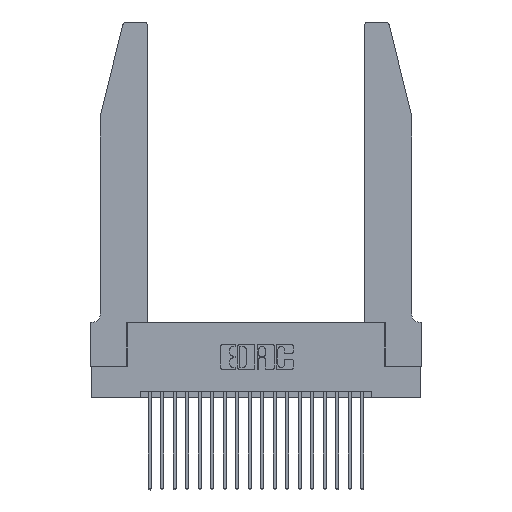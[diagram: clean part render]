
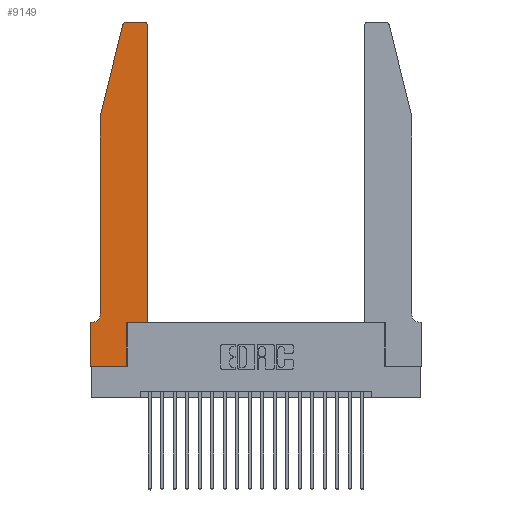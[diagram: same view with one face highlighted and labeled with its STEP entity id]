
A CAD part, top view. The second image highlights one B-rep face of the part: STEP entity #9149.
In plain terms, the highlighted planar face has unit normal (0, 0, 1).
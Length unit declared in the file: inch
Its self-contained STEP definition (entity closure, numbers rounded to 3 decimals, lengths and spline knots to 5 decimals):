
#45 = LINE ( 'NONE', #6821, #21126 ) ;
#93 = LINE ( 'NONE', #611, #13742 ) ;
#110 = EDGE_CURVE ( 'NONE', #4643, #12613, #15693, .T. ) ;
#132 = VECTOR ( 'NONE', #16773, 39.37008 ) ;
#611 = CARTESIAN_POINT ( 'NONE',  ( 0.4505, 0.35, 0.37 ) ) ;
#968 = EDGE_CURVE ( 'NONE', #3833, #4643, #15632, .T. ) ;
#1776 = ORIENTED_EDGE ( 'NONE', *, *, #110, .T. ) ;
#2235 = VERTEX_POINT ( 'NONE', #18338 ) ;
#2545 = EDGE_CURVE ( 'NONE', #2235, #2892, #21198, .T. ) ;
#2675 = EDGE_CURVE ( 'NONE', #2735, #17335, #7310, .T. ) ;
#2715 = ORIENTED_EDGE ( 'NONE', *, *, #2675, .T. ) ;
#2735 = VERTEX_POINT ( 'NONE', #13420 ) ;
#2892 = VERTEX_POINT ( 'NONE', #8910 ) ;
#2933 = CARTESIAN_POINT ( 'NONE',  ( 0., 0.35, 0.37 ) ) ;
#2998 = PLANE ( 'NONE',  #13832 ) ;
#3024 = DIRECTION ( 'NONE',  ( 0., -1., 0. ) ) ;
#3382 = CIRCLE ( 'NONE', #19421, 0.07 ) ;
#3411 = EDGE_LOOP ( 'NONE', ( #22017, #8377, #9158, #8013, #9298, #21743, #22115, #19364, #1776, #7575, #3784, #2715 ) ) ;
#3587 = EDGE_CURVE ( 'NONE', #19367, #2735, #45, .T. ) ;
#3784 = ORIENTED_EDGE ( 'NONE', *, *, #3587, .T. ) ;
#3833 = VERTEX_POINT ( 'NONE', #14456 ) ;
#3986 = AXIS2_PLACEMENT_3D ( 'NONE', #12567, #16022, #19334 ) ;
#4637 = CARTESIAN_POINT ( 'NONE',  ( 0.0755, 0.42, 0.37 ) ) ;
#4643 = VERTEX_POINT ( 'NONE', #9427 ) ;
#5081 = EDGE_CURVE ( 'NONE', #2892, #11624, #17768, .T. ) ;
#5096 = FACE_OUTER_BOUND ( 'NONE', #3411, .T. ) ;
#5128 = DIRECTION ( 'NONE',  ( 0., 1., 0. ) ) ;
#5206 = CARTESIAN_POINT ( 'NONE',  ( 0.4205, 2.75, 0.37 ) ) ;
#5249 = CARTESIAN_POINT ( 'NONE',  ( 0.4505, 0.35, 0.37 ) ) ;
#5734 = DIRECTION ( 'NONE',  ( -1., 0., 0. ) ) ;
#6467 = DIRECTION ( 'NONE',  ( 1., 0., 0. ) ) ;
#6821 = CARTESIAN_POINT ( 'NONE',  ( 0.4505, 0.35, 0.37 ) ) ;
#7031 = EDGE_CURVE ( 'NONE', #12844, #2235, #10004, .T. ) ;
#7057 = VECTOR ( 'NONE', #13776, 39.37008 ) ;
#7139 = VECTOR ( 'NONE', #5128, 39.37008 ) ;
#7262 = EDGE_CURVE ( 'NONE', #12613, #19367, #93, .T. ) ;
#7310 = CIRCLE ( 'NONE', #3986, 0.03 ) ;
#7575 = ORIENTED_EDGE ( 'NONE', *, *, #7262, .T. ) ;
#7784 = DIRECTION ( 'NONE',  ( 1., 0., 0. ) ) ;
#7845 = CARTESIAN_POINT ( 'NONE',  ( 0., 0.35, 0.37 ) ) ;
#8013 = ORIENTED_EDGE ( 'NONE', *, *, #5081, .T. ) ;
#8377 = ORIENTED_EDGE ( 'NONE', *, *, #7031, .T. ) ;
#8737 = VECTOR ( 'NONE', #11051, 39.37008 ) ;
#8868 = DIRECTION ( 'NONE',  ( -1., 0., 0. ) ) ;
#8899 = DIRECTION ( 'NONE',  ( 0., 0., 1. ) ) ;
#8910 = CARTESIAN_POINT ( 'NONE',  ( 0.0755, 2., 0.37 ) ) ;
#9149 = ADVANCED_FACE ( 'NONE', ( #5096 ), #2998, .T. ) ;
#9158 = ORIENTED_EDGE ( 'NONE', *, *, #2545, .T. ) ;
#9298 = ORIENTED_EDGE ( 'NONE', *, *, #15571, .T. ) ;
#9427 = CARTESIAN_POINT ( 'NONE',  ( 0.2865, 0., 0.37 ) ) ;
#9738 = CARTESIAN_POINT ( 'NONE',  ( 0.284, 2.75, 0.37 ) ) ;
#9761 = VECTOR ( 'NONE', #3024, 39.37008 ) ;
#10004 = CIRCLE ( 'NONE', #13384, 0.03 ) ;
#10244 = EDGE_CURVE ( 'NONE', #14917, #13949, #20000, .T. ) ;
#10339 = DIRECTION ( 'NONE',  ( 0., 1., 0. ) ) ;
#10623 = DIRECTION ( 'NONE',  ( 1., 0., 0. ) ) ;
#10934 = EDGE_CURVE ( 'NONE', #13949, #3833, #11350, .T. ) ;
#11051 = DIRECTION ( 'NONE',  ( 0., -1., 0. ) ) ;
#11134 = CARTESIAN_POINT ( 'NONE',  ( 0.0755, 0.35, 0.37 ) ) ;
#11350 = LINE ( 'NONE', #14899, #9761 ) ;
#11408 = EDGE_CURVE ( 'NONE', #17335, #12844, #18208, .T. ) ;
#11624 = VERTEX_POINT ( 'NONE', #4637 ) ;
#11956 = DIRECTION ( 'NONE',  ( 0., 0., 1. ) ) ;
#12206 = CARTESIAN_POINT ( 'NONE',  ( 0.0755, 2., 0.37 ) ) ;
#12322 = CARTESIAN_POINT ( 'NONE',  ( 0.0055, 0.42, 0.37 ) ) ;
#12388 = DIRECTION ( 'NONE',  ( 0., 0., -1. ) ) ;
#12567 = CARTESIAN_POINT ( 'NONE',  ( 0.4205, 2.72, 0.37 ) ) ;
#12613 = VERTEX_POINT ( 'NONE', #19700 ) ;
#12844 = VERTEX_POINT ( 'NONE', #9738 ) ;
#13384 = AXIS2_PLACEMENT_3D ( 'NONE', #15138, #11956, #6467 ) ;
#13420 = CARTESIAN_POINT ( 'NONE',  ( 0.4505, 2.72, 0.37 ) ) ;
#13618 = VECTOR ( 'NONE', #5734, 39.37008 ) ;
#13742 = VECTOR ( 'NONE', #7784, 39.37008 ) ;
#13776 = DIRECTION ( 'NONE',  ( -0.239, -0.971, 0. ) ) ;
#13832 = AXIS2_PLACEMENT_3D ( 'NONE', #2933, #8899, #10623 ) ;
#13949 = VERTEX_POINT ( 'NONE', #7845 ) ;
#14456 = CARTESIAN_POINT ( 'NONE',  ( 0., 0., 0.37 ) ) ;
#14899 = CARTESIAN_POINT ( 'NONE',  ( 0., 0., 0.37 ) ) ;
#14917 = VERTEX_POINT ( 'NONE', #18741 ) ;
#15069 = CARTESIAN_POINT ( 'NONE',  ( 0., 0., 0.37 ) ) ;
#15138 = CARTESIAN_POINT ( 'NONE',  ( 0.284, 2.72, 0.37 ) ) ;
#15571 = EDGE_CURVE ( 'NONE', #11624, #14917, #3382, .T. ) ;
#15632 = LINE ( 'NONE', #15069, #132 ) ;
#15693 = LINE ( 'NONE', #17137, #7139 ) ;
#15760 = DIRECTION ( 'NONE',  ( -1., 0., 0. ) ) ;
#16022 = DIRECTION ( 'NONE',  ( 0., 0., 1. ) ) ;
#16068 = VECTOR ( 'NONE', #15760, 39.37008 ) ;
#16773 = DIRECTION ( 'NONE',  ( 1., 0., 0. ) ) ;
#17137 = CARTESIAN_POINT ( 'NONE',  ( 0.2865, 0.35, 0.37 ) ) ;
#17335 = VERTEX_POINT ( 'NONE', #5206 ) ;
#17768 = LINE ( 'NONE', #17807, #8737 ) ;
#17807 = CARTESIAN_POINT ( 'NONE',  ( 0.0755, 2., 0.37 ) ) ;
#18208 = LINE ( 'NONE', #19059, #16068 ) ;
#18338 = CARTESIAN_POINT ( 'NONE',  ( 0.25487, 2.72718, 0.37 ) ) ;
#18741 = CARTESIAN_POINT ( 'NONE',  ( 0.0055, 0.35, 0.37 ) ) ;
#19059 = CARTESIAN_POINT ( 'NONE',  ( 0.2605, 2.75, 0.37 ) ) ;
#19334 = DIRECTION ( 'NONE',  ( 1., 0., 0. ) ) ;
#19364 = ORIENTED_EDGE ( 'NONE', *, *, #968, .T. ) ;
#19367 = VERTEX_POINT ( 'NONE', #5249 ) ;
#19421 = AXIS2_PLACEMENT_3D ( 'NONE', #12322, #12388, #8868 ) ;
#19700 = CARTESIAN_POINT ( 'NONE',  ( 0.2865, 0.35, 0.37 ) ) ;
#20000 = LINE ( 'NONE', #11134, #13618 ) ;
#21126 = VECTOR ( 'NONE', #10339, 39.37008 ) ;
#21198 = LINE ( 'NONE', #12206, #7057 ) ;
#21743 = ORIENTED_EDGE ( 'NONE', *, *, #10244, .T. ) ;
#22017 = ORIENTED_EDGE ( 'NONE', *, *, #11408, .T. ) ;
#22115 = ORIENTED_EDGE ( 'NONE', *, *, #10934, .T. ) ;
